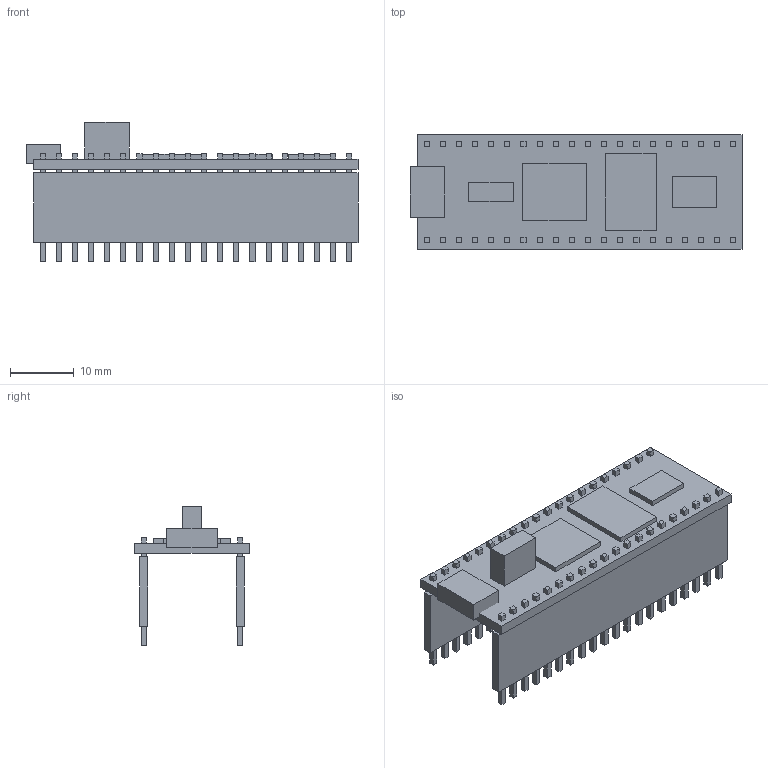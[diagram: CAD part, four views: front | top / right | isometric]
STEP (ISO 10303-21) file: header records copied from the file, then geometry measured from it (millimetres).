
FILE_DESCRIPTION(('FreeCAD Model'),'2;1');
FILE_NAME('Open CASCADE Shape Model','2025-09-25T16:06:07',(''),(''), 'Open CASCADE STEP processor 7.8','FreeCAD','Unknown');
FILE_SCHEMA(('AP242_MANAGED_MODEL_BASED_3D_ENGINEERING_MIM_LF. {1 0 10303 442 1 1 4 }'));
Length unit declared in the file: millimetre
Products named in the file (3): Unnamed; cube; Group003
Assembly tree (2 placements, depth 2):
  Unnamed
    cube
    Group003
Bounding box: 52.25 x 18 x 21.9 mm (x, y, z)
Volume: 3437 mm3; surface area: 5494.4 mm2
Topology: 2 solids, 2 shells, 604 faces, 1536 edges, 1024 vertices
Faces by surface type: plane 604
Entity records: 22185 total; most frequent: CARTESIAN_POINT 3167, ORIENTED_EDGE 3072, DIRECTION 2750, EDGE_CURVE 1536, LINE 1536, VECTOR 1536, VERTEX_POINT 1024, FACE_BOUND 768
